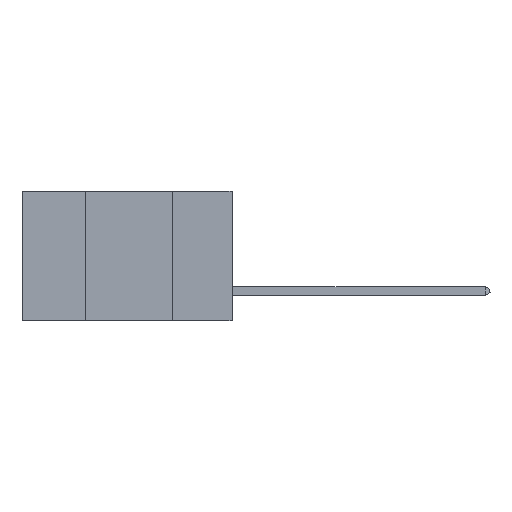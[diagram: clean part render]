
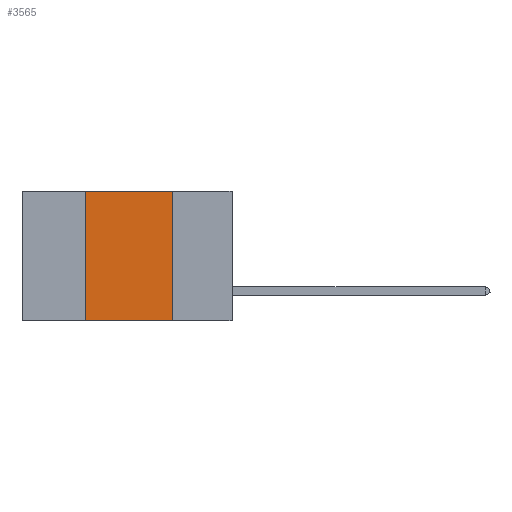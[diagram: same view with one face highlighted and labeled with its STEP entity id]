
A CAD part, left-side view. The second image highlights one B-rep face of the part: STEP entity #3565.
In plain terms, the highlighted planar face has unit normal (-1, 0, 0).
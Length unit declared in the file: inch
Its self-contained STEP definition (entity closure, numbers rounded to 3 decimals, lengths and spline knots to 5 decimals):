
#1328 = ORIENTED_EDGE ( 'NONE', *, *, #3693, .F. ) ;
#1432 = LINE ( 'NONE', #7235, #7130 ) ;
#1455 = VECTOR ( 'NONE', #9632, 39.37008 ) ;
#3565 = ADVANCED_FACE ( 'NONE', ( #13139 ), #12352, .F. ) ;
#3693 = EDGE_CURVE ( 'NONE', #11695, #12522, #8082, .T. ) ;
#4101 = CARTESIAN_POINT ( 'NONE',  ( 0., 0.6, -0.37 ) ) ;
#4536 = VECTOR ( 'NONE', #7179, 39.37008 ) ;
#5206 = EDGE_LOOP ( 'NONE', ( #11641, #1328, #7869, #5432 ) ) ;
#5432 = ORIENTED_EDGE ( 'NONE', *, *, #5691, .T. ) ;
#5691 = EDGE_CURVE ( 'NONE', #10603, #11385, #16794, .T. ) ;
#7130 = VECTOR ( 'NONE', #9766, 39.37008 ) ;
#7144 = CARTESIAN_POINT ( 'NONE',  ( 0., 0.42, -0.37 ) ) ;
#7179 = DIRECTION ( 'NONE',  ( 0., -1., 0. ) ) ;
#7235 = CARTESIAN_POINT ( 'NONE',  ( 0., 0.42, 0. ) ) ;
#7869 = ORIENTED_EDGE ( 'NONE', *, *, #13603, .F. ) ;
#8082 = LINE ( 'NONE', #16641, #4536 ) ;
#8329 = DIRECTION ( 'NONE',  ( 1., 0., 0. ) ) ;
#8433 = AXIS2_PLACEMENT_3D ( 'NONE', #16178, #8329, #14944 ) ;
#8796 = CARTESIAN_POINT ( 'NONE',  ( 0., 0.42, 0. ) ) ;
#8899 = CARTESIAN_POINT ( 'NONE',  ( 0., 0.17, 0. ) ) ;
#8905 = CARTESIAN_POINT ( 'NONE',  ( 0., 0.17, 0. ) ) ;
#9565 = DIRECTION ( 'NONE',  ( 0., -1., 0. ) ) ;
#9632 = DIRECTION ( 'NONE',  ( 0., 0., -1. ) ) ;
#9766 = DIRECTION ( 'NONE',  ( 0., 0., 1. ) ) ;
#10603 = VERTEX_POINT ( 'NONE', #7144 ) ;
#11385 = VERTEX_POINT ( 'NONE', #11835 ) ;
#11641 = ORIENTED_EDGE ( 'NONE', *, *, #12554, .F. ) ;
#11695 = VERTEX_POINT ( 'NONE', #8796 ) ;
#11835 = CARTESIAN_POINT ( 'NONE',  ( 0., 0.17, -0.37 ) ) ;
#12199 = LINE ( 'NONE', #8899, #1455 ) ;
#12352 = PLANE ( 'NONE',  #8433 ) ;
#12522 = VERTEX_POINT ( 'NONE', #8905 ) ;
#12554 = EDGE_CURVE ( 'NONE', #12522, #11385, #12199, .T. ) ;
#13139 = FACE_OUTER_BOUND ( 'NONE', #5206, .T. ) ;
#13480 = VECTOR ( 'NONE', #9565, 39.37008 ) ;
#13603 = EDGE_CURVE ( 'NONE', #10603, #11695, #1432, .T. ) ;
#14944 = DIRECTION ( 'NONE',  ( 0., 0., -1. ) ) ;
#16178 = CARTESIAN_POINT ( 'NONE',  ( 0., 0.6, 0. ) ) ;
#16641 = CARTESIAN_POINT ( 'NONE',  ( 0., 0.6, 0. ) ) ;
#16794 = LINE ( 'NONE', #4101, #13480 ) ;
